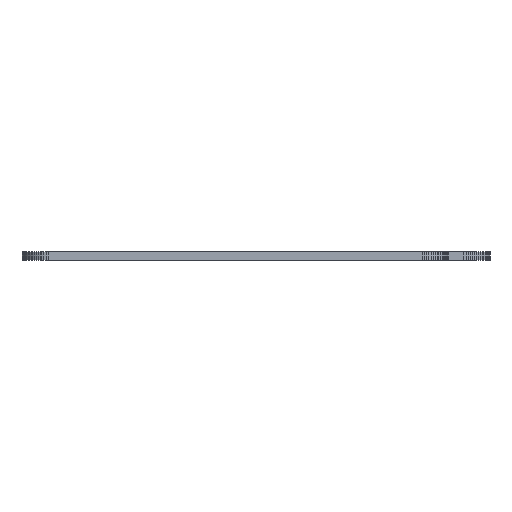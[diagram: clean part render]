
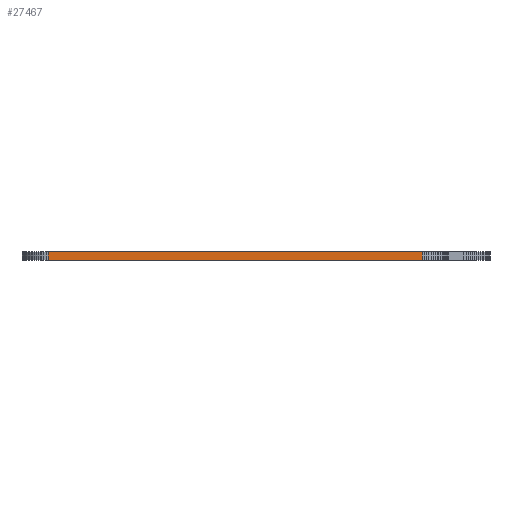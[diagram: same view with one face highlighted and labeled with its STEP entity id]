
A CAD part, left-side view. The second image highlights one B-rep face of the part: STEP entity #27467.
In plain terms, the highlighted planar face has unit normal (-1, 0, 0).
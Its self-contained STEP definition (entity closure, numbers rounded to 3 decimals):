
#83 = PLANE('',#84);
#84 = AXIS2_PLACEMENT_3D('',#85,#86,#87);
#85 = CARTESIAN_POINT('',(140.776,-97.45,1.6));
#86 = DIRECTION('',(-0.,-0.,-1.));
#87 = DIRECTION('',(-1.,0.,0.));
#137 = PLANE('',#138);
#138 = AXIS2_PLACEMENT_3D('',#139,#140,#141);
#139 = CARTESIAN_POINT('',(140.776,-97.45,0.));
#140 = DIRECTION('',(-0.,-0.,-1.));
#141 = DIRECTION('',(-1.,0.,0.));
#2962 = VERTEX_POINT('',#2963);
#2963 = CARTESIAN_POINT('',(-33.992,-132.16,0.));
#2977 = PLANE('',#2978);
#2978 = AXIS2_PLACEMENT_3D('',#2979,#2980,#2981);
#2979 = CARTESIAN_POINT('',(-33.973,-132.596,0.));
#2980 = DIRECTION('',(-0.999,-0.044,0.));
#2981 = DIRECTION('',(-0.044,0.999,0.));
#2989 = EDGE_CURVE('',#2962,#2990,#2992,.T.);
#2990 = VERTEX_POINT('',#2991);
#2991 = CARTESIAN_POINT('',(-34.019,-60.395,0.));
#2992 = SURFACE_CURVE('',#2993,(#2997,#3004),.PCURVE_S1.);
#2993 = LINE('',#2994,#2995);
#2994 = CARTESIAN_POINT('',(-33.992,-132.16,0.));
#2995 = VECTOR('',#2996,1.);
#2996 = DIRECTION('',(0.,1.,0.));
#2997 = PCURVE('',#137,#2998);
#2998 = DEFINITIONAL_REPRESENTATION('',(#2999),#3003);
#2999 = LINE('',#3000,#3001);
#3000 = CARTESIAN_POINT('',(174.768,-34.71));
#3001 = VECTOR('',#3002,1.);
#3002 = DIRECTION('',(0.,1.));
#3003 = ( GEOMETRIC_REPRESENTATION_CONTEXT(2) 
PARAMETRIC_REPRESENTATION_CONTEXT() REPRESENTATION_CONTEXT('2D SPACE',''
  ) );
#3004 = PCURVE('',#3005,#3010);
#3005 = PLANE('',#3006);
#3006 = AXIS2_PLACEMENT_3D('',#3007,#3008,#3009);
#3007 = CARTESIAN_POINT('',(-33.992,-132.16,0.));
#3008 = DIRECTION('',(-1.,0.,0.));
#3009 = DIRECTION('',(0.,1.,0.));
#3010 = DEFINITIONAL_REPRESENTATION('',(#3011),#3015);
#3011 = LINE('',#3012,#3013);
#3012 = CARTESIAN_POINT('',(0.,0.));
#3013 = VECTOR('',#3014,1.);
#3014 = DIRECTION('',(1.,0.));
#3015 = ( GEOMETRIC_REPRESENTATION_CONTEXT(2) 
PARAMETRIC_REPRESENTATION_CONTEXT() REPRESENTATION_CONTEXT('2D SPACE',''
  ) );
#3033 = PLANE('',#3034);
#3034 = AXIS2_PLACEMENT_3D('',#3035,#3036,#3037);
#3035 = CARTESIAN_POINT('',(-34.019,-60.395,0.));
#3036 = DIRECTION('',(-0.999,0.038,0.));
#3037 = DIRECTION('',(0.038,0.999,0.));
#16798 = VERTEX_POINT('',#16799);
#16799 = CARTESIAN_POINT('',(-33.992,-132.16,1.6));
#16820 = EDGE_CURVE('',#16798,#16821,#16823,.T.);
#16821 = VERTEX_POINT('',#16822);
#16822 = CARTESIAN_POINT('',(-34.019,-60.395,1.6));
#16823 = SURFACE_CURVE('',#16824,(#16828,#16835),.PCURVE_S1.);
#16824 = LINE('',#16825,#16826);
#16825 = CARTESIAN_POINT('',(-33.992,-132.16,1.6));
#16826 = VECTOR('',#16827,1.);
#16827 = DIRECTION('',(0.,1.,0.));
#16828 = PCURVE('',#83,#16829);
#16829 = DEFINITIONAL_REPRESENTATION('',(#16830),#16834);
#16830 = LINE('',#16831,#16832);
#16831 = CARTESIAN_POINT('',(174.768,-34.71));
#16832 = VECTOR('',#16833,1.);
#16833 = DIRECTION('',(0.,1.));
#16834 = ( GEOMETRIC_REPRESENTATION_CONTEXT(2) 
PARAMETRIC_REPRESENTATION_CONTEXT() REPRESENTATION_CONTEXT('2D SPACE',''
  ) );
#16835 = PCURVE('',#3005,#16836);
#16836 = DEFINITIONAL_REPRESENTATION('',(#16837),#16841);
#16837 = LINE('',#16838,#16839);
#16838 = CARTESIAN_POINT('',(0.,-1.6));
#16839 = VECTOR('',#16840,1.);
#16840 = DIRECTION('',(1.,0.));
#16841 = ( GEOMETRIC_REPRESENTATION_CONTEXT(2) 
PARAMETRIC_REPRESENTATION_CONTEXT() REPRESENTATION_CONTEXT('2D SPACE',''
  ) );
#27417 = EDGE_CURVE('',#2990,#16821,#27418,.T.);
#27418 = SURFACE_CURVE('',#27419,(#27423,#27430),.PCURVE_S1.);
#27419 = LINE('',#27420,#27421);
#27420 = CARTESIAN_POINT('',(-34.019,-60.395,0.));
#27421 = VECTOR('',#27422,1.);
#27422 = DIRECTION('',(0.,0.,1.));
#27423 = PCURVE('',#3033,#27424);
#27424 = DEFINITIONAL_REPRESENTATION('',(#27425),#27429);
#27425 = LINE('',#27426,#27427);
#27426 = CARTESIAN_POINT('',(0.,0.));
#27427 = VECTOR('',#27428,1.);
#27428 = DIRECTION('',(0.,-1.));
#27429 = ( GEOMETRIC_REPRESENTATION_CONTEXT(2) 
PARAMETRIC_REPRESENTATION_CONTEXT() REPRESENTATION_CONTEXT('2D SPACE',''
  ) );
#27430 = PCURVE('',#3005,#27431);
#27431 = DEFINITIONAL_REPRESENTATION('',(#27432),#27436);
#27432 = LINE('',#27433,#27434);
#27433 = CARTESIAN_POINT('',(71.765,0.));
#27434 = VECTOR('',#27435,1.);
#27435 = DIRECTION('',(0.,-1.));
#27436 = ( GEOMETRIC_REPRESENTATION_CONTEXT(2) 
PARAMETRIC_REPRESENTATION_CONTEXT() REPRESENTATION_CONTEXT('2D SPACE',''
  ) );
#27467 = ADVANCED_FACE('',(#27468),#3005,.T.);
#27468 = FACE_BOUND('',#27469,.T.);
#27469 = EDGE_LOOP('',(#27470,#27491,#27492,#27493));
#27470 = ORIENTED_EDGE('',*,*,#27471,.T.);
#27471 = EDGE_CURVE('',#2962,#16798,#27472,.T.);
#27472 = SURFACE_CURVE('',#27473,(#27477,#27484),.PCURVE_S1.);
#27473 = LINE('',#27474,#27475);
#27474 = CARTESIAN_POINT('',(-33.992,-132.16,0.));
#27475 = VECTOR('',#27476,1.);
#27476 = DIRECTION('',(0.,0.,1.));
#27477 = PCURVE('',#3005,#27478);
#27478 = DEFINITIONAL_REPRESENTATION('',(#27479),#27483);
#27479 = LINE('',#27480,#27481);
#27480 = CARTESIAN_POINT('',(0.,0.));
#27481 = VECTOR('',#27482,1.);
#27482 = DIRECTION('',(0.,-1.));
#27483 = ( GEOMETRIC_REPRESENTATION_CONTEXT(2) 
PARAMETRIC_REPRESENTATION_CONTEXT() REPRESENTATION_CONTEXT('2D SPACE',''
  ) );
#27484 = PCURVE('',#2977,#27485);
#27485 = DEFINITIONAL_REPRESENTATION('',(#27486),#27490);
#27486 = LINE('',#27487,#27488);
#27487 = CARTESIAN_POINT('',(0.436,0.));
#27488 = VECTOR('',#27489,1.);
#27489 = DIRECTION('',(0.,-1.));
#27490 = ( GEOMETRIC_REPRESENTATION_CONTEXT(2) 
PARAMETRIC_REPRESENTATION_CONTEXT() REPRESENTATION_CONTEXT('2D SPACE',''
  ) );
#27491 = ORIENTED_EDGE('',*,*,#16820,.T.);
#27492 = ORIENTED_EDGE('',*,*,#27417,.F.);
#27493 = ORIENTED_EDGE('',*,*,#2989,.F.);
